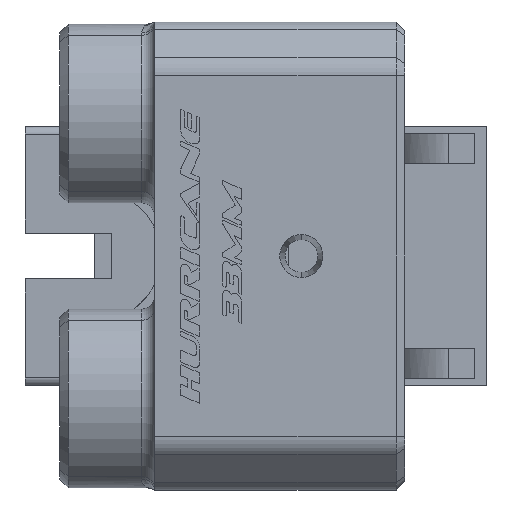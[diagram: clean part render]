
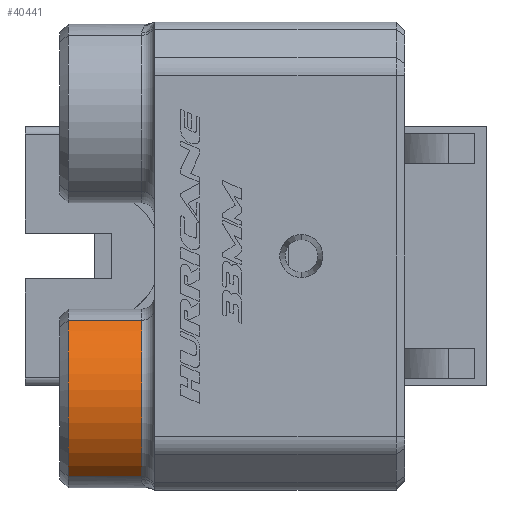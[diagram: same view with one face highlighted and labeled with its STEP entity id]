
A CAD part, left-side view. The second image highlights one B-rep face of the part: STEP entity #40441.
In plain terms, the highlighted cylindrical face has radius 11.109 mm (diameter 22.217 mm), a partial arc.
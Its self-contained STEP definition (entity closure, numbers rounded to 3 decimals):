
#840 = CYLINDRICAL_SURFACE ( 'NONE', #18973, 11.109 ) ;
#4550 = LINE ( 'NONE', #30609, #21116 ) ;
#5712 = ORIENTED_EDGE ( 'NONE', *, *, #23794, .T. ) ;
#6031 = VERTEX_POINT ( 'NONE', #38433 ) ;
#6440 = AXIS2_PLACEMENT_3D ( 'NONE', #26610, #16979, #16540 ) ;
#9349 = LINE ( 'NONE', #22697, #39796 ) ;
#9889 = VERTEX_POINT ( 'NONE', #10922 ) ;
#10462 = DIRECTION ( 'NONE',  ( 0., 0., -1. ) ) ;
#10922 = CARTESIAN_POINT ( 'NONE',  ( -9.073, 28.5, -25.557 ) ) ;
#12829 = VERTEX_POINT ( 'NONE', #15934 ) ;
#15536 = DIRECTION ( 'NONE',  ( 0., 1., 0. ) ) ;
#15862 = CARTESIAN_POINT ( 'NONE',  ( -9.073, 37., -7.443 ) ) ;
#15934 = CARTESIAN_POINT ( 'NONE',  ( -9.073, 37., -25.557 ) ) ;
#16540 = DIRECTION ( 'NONE',  ( 0., 0., 1. ) ) ;
#16979 = DIRECTION ( 'NONE',  ( 0., -1., 0. ) ) ;
#18973 = AXIS2_PLACEMENT_3D ( 'NONE', #36957, #37818, #10462 ) ;
#20773 = ORIENTED_EDGE ( 'NONE', *, *, #25885, .T. ) ;
#21093 = ORIENTED_EDGE ( 'NONE', *, *, #36746, .T. ) ;
#21116 = VECTOR ( 'NONE', #27755, 1000. ) ;
#22500 = CIRCLE ( 'NONE', #6440, 11.109 ) ;
#22697 = CARTESIAN_POINT ( 'NONE',  ( -9.073, 38., -7.443 ) ) ;
#23794 = EDGE_CURVE ( 'NONE', #34075, #12829, #22500, .T. ) ;
#25270 = CIRCLE ( 'NONE', #28776, 11.109 ) ;
#25885 = EDGE_CURVE ( 'NONE', #9889, #6031, #25270, .T. ) ;
#26610 = CARTESIAN_POINT ( 'NONE',  ( -2.641, 37., -16.5 ) ) ;
#27755 = DIRECTION ( 'NONE',  ( 0., -1., 0. ) ) ;
#28085 = ORIENTED_EDGE ( 'NONE', *, *, #28399, .T. ) ;
#28399 = EDGE_CURVE ( 'NONE', #12829, #9889, #4550, .T. ) ;
#28776 = AXIS2_PLACEMENT_3D ( 'NONE', #39589, #15536, #38943 ) ;
#30609 = CARTESIAN_POINT ( 'NONE',  ( -9.073, 38., -25.557 ) ) ;
#33894 = FACE_OUTER_BOUND ( 'NONE', #41295, .T. ) ;
#34075 = VERTEX_POINT ( 'NONE', #15862 ) ;
#36051 = DIRECTION ( 'NONE',  ( 0., 1., 0. ) ) ;
#36746 = EDGE_CURVE ( 'NONE', #6031, #34075, #9349, .T. ) ;
#36957 = CARTESIAN_POINT ( 'NONE',  ( -2.641, 38., -16.5 ) ) ;
#37818 = DIRECTION ( 'NONE',  ( 0., -1., 0. ) ) ;
#38433 = CARTESIAN_POINT ( 'NONE',  ( -9.073, 28.5, -7.443 ) ) ;
#38943 = DIRECTION ( 'NONE',  ( 0., 0., 1. ) ) ;
#39589 = CARTESIAN_POINT ( 'NONE',  ( -2.641, 28.5, -16.5 ) ) ;
#39796 = VECTOR ( 'NONE', #36051, 1000. ) ;
#40441 = ADVANCED_FACE ( 'NONE', ( #33894 ), #840, .T. ) ;
#41295 = EDGE_LOOP ( 'NONE', ( #21093, #5712, #28085, #20773 ) ) ;
